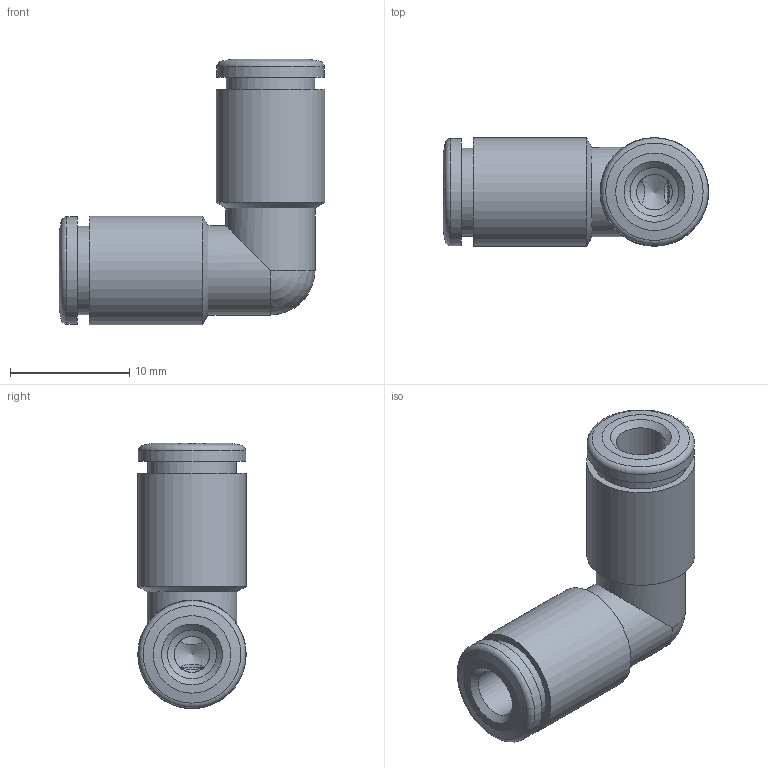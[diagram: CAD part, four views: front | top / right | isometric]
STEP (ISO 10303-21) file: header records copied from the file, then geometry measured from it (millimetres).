
FILE_DESCRIPTION(/* description */ (''),/* implementation_level */ '2;1');
FILE_NAME(/* name */ 'V200401_IPSO_04-FKM_4_20.07.2015',/* time_stamp */ '2015-07-20T14:08:26+02:00',/* author */ (''),/* organization */ ('sopra-pneumatic'),/* preprocessor_version */ 'ST-DEVELOPER v14',/* originating_system */ 'HiCAD 2013 1802.4 Build 509',/* authorisation */ '');
FILE_SCHEMA (('AUTOMOTIVE_DESIGN { 1 0 10303 214 1 1 1 1 }'));
Length unit declared in the file: millimetre
Products named in the file (4): Root; DR4-1_NEU; R200401-N_1
Assembly tree (3 placements, depth 2):
  Root
    DR4-1_NEU
    DR4-1_NEU
    R200401-N_1
Bounding box: 22.25 x 9.1 x 22.25 mm (x, y, z)
Volume: 1270.4 mm3; surface area: 2234.3 mm2
Topology: 3 solids, 3 shells, 61 faces, 119 edges, 64 vertices
Faces by surface type: cylinder 26, cone 22, plane 10, torus 2, sphere 1
Full cylindrical faces by diameter (mm): 3 x2, 4.1 x4, 6.4 x2, 7.3 x2, 7.4 x2, 7.5 x2, 7.6 x2, 9 x2, 9.1 x2
Entity records: 3674 total; most frequent: CARTESIAN_POINT 1838, DIRECTION 262, PRESENTATION_STYLE_ASSIGNMENT 141, COLOUR_RGB 139, DRAUGHTING_PRE_DEFINED_CURVE_FONT 138, CURVE_STYLE 138, OVER_RIDING_STYLED_ITEM 138, ORIENTED_EDGE 138
